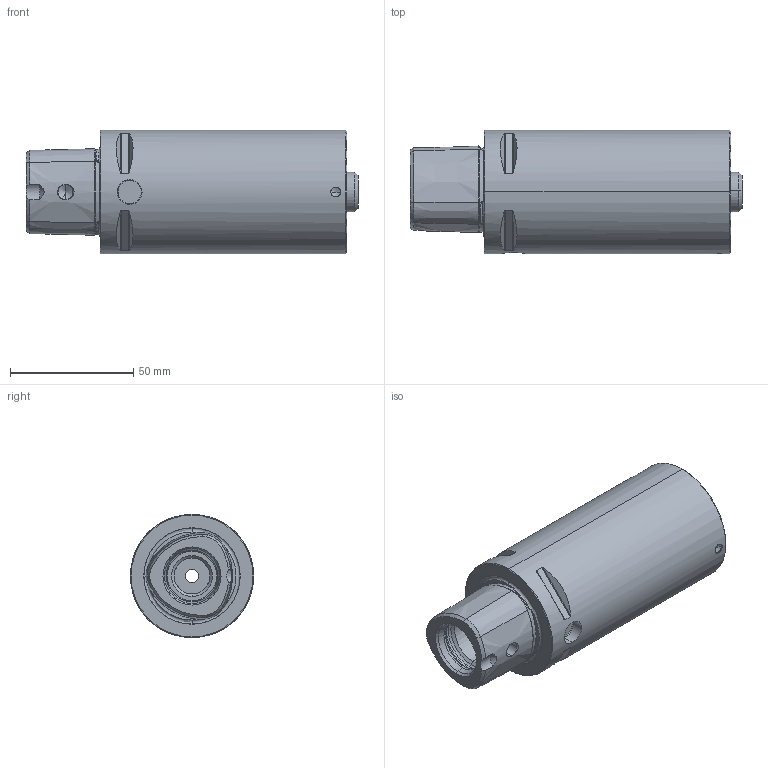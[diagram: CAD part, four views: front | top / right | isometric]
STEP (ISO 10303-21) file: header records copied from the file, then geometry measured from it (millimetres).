
FILE_DESCRIPTION (( 'STEP AP214' ), '1' );
FILE_NAME ('PS5.PS5.K01.100.STEP', '2025-05-13T11:21:19', ( '' ), ( '' ), 'SwSTEP 2.0', 'SolidWorks 2022', '' );
FILE_SCHEMA (( 'AUTOMOTIVE_DESIGN' ));
Length unit declared in the file: millimetre
Products named in the file (4): PS5-ER1.K01.070_A_PreviewCfg; PS5-ER2.001.017_B; PS5.PS5.K01.100; PS5-PS5.K01.100_A
Assembly tree (3 placements, depth 2):
  PS5.PS5.K01.100
    PS5-PS5.K01.100_A
    PS5-ER1.K01.070_A_PreviewCfg
    PS5-ER2.001.017_B
Bounding box: 134.5 x 50 x 50 mm (x, y, z)
Volume: 180290.2 mm3; surface area: 40559.2 mm2
Topology: 3 solids, 3 shells, 230 faces, 524 edges, 308 vertices
Faces by surface type: cone 71, cylinder 69, torus 54, plane 36
Entity records: 7291 total; most frequent: CARTESIAN_POINT 1824, DIRECTION 1205, ORIENTED_EDGE 1040, EDGE_CURVE 520, AXIS2_PLACEMENT_3D 519, VERTEX_POINT 308, CIRCLE 283, EDGE_LOOP 252
